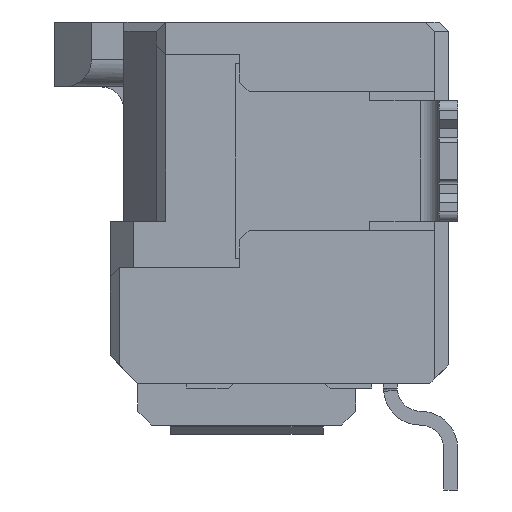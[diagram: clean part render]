
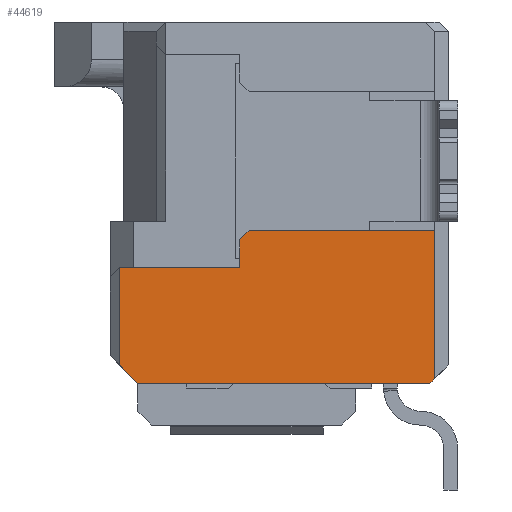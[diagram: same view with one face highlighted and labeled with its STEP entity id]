
A CAD part, left-side view. The second image highlights one B-rep face of the part: STEP entity #44619.
In plain terms, the highlighted planar face has unit normal (-1, 0, 0).
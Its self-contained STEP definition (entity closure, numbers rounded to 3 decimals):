
#81 = CARTESIAN_POINT ( 'NONE',  ( -17.55, 2.25, 1.7 ) ) ;
#258 = EDGE_LOOP ( 'NONE', ( #37152, #42529, #17949, #7283, #52966, #43398, #49034, #27811, #31691 ) ) ;
#1354 = VECTOR ( 'NONE', #7991, 1000. ) ;
#3269 = LINE ( 'NONE', #21454, #14568 ) ;
#3446 = EDGE_CURVE ( 'NONE', #53673, #8070, #55059, .T. ) ;
#3925 = VERTEX_POINT ( 'NONE', #52483 ) ;
#4777 = CARTESIAN_POINT ( 'NONE',  ( -17.55, 2.25, 2. ) ) ;
#4999 = LINE ( 'NONE', #41273, #11689 ) ;
#7283 = ORIENTED_EDGE ( 'NONE', *, *, #3446, .T. ) ;
#7991 = DIRECTION ( 'NONE',  ( 0., 0., -1. ) ) ;
#8070 = VERTEX_POINT ( 'NONE', #11161 ) ;
#8229 = CARTESIAN_POINT ( 'NONE',  ( -17.55, 3.55, 0.65 ) ) ;
#8267 = VERTEX_POINT ( 'NONE', #21908 ) ;
#9351 = EDGE_CURVE ( 'NONE', #50545, #51255, #50507, .T. ) ;
#9400 = VECTOR ( 'NONE', #48611, 1000. ) ;
#10718 = DIRECTION ( 'NONE',  ( 0., 1., 0. ) ) ;
#10769 = LINE ( 'NONE', #8229, #12725 ) ;
#11161 = CARTESIAN_POINT ( 'NONE',  ( -17.55, 3.55, 0.65 ) ) ;
#11210 = EDGE_CURVE ( 'NONE', #8267, #48682, #15841, .T. ) ;
#11689 = VECTOR ( 'NONE', #10718, 1000. ) ;
#12725 = VECTOR ( 'NONE', #21044, 1000. ) ;
#13396 = LINE ( 'NONE', #23145, #14738 ) ;
#13922 = DIRECTION ( 'NONE',  ( 0., 0.707, -0.707 ) ) ;
#14568 = VECTOR ( 'NONE', #42705, 1000. ) ;
#14738 = VECTOR ( 'NONE', #48465, 1000. ) ;
#15239 = FACE_OUTER_BOUND ( 'NONE', #258, .T. ) ;
#15656 = DIRECTION ( 'NONE',  ( 0., 0., -1. ) ) ;
#15841 = LINE ( 'NONE', #52088, #25767 ) ;
#16473 = CARTESIAN_POINT ( 'NONE',  ( -17.55, 3.55, 1.7 ) ) ;
#17097 = EDGE_CURVE ( 'NONE', #48682, #3925, #13396, .T. ) ;
#17429 = EDGE_CURVE ( 'NONE', #8070, #54079, #10769, .T. ) ;
#17949 = ORIENTED_EDGE ( 'NONE', *, *, #41172, .T. ) ;
#20232 = EDGE_CURVE ( 'NONE', #3925, #50545, #35126, .T. ) ;
#21044 = DIRECTION ( 'NONE',  ( 0., -0.707, -0.707 ) ) ;
#21454 = CARTESIAN_POINT ( 'NONE',  ( -17.55, 3.55, 0.45 ) ) ;
#21908 = CARTESIAN_POINT ( 'NONE',  ( -17.55, 0.15, 0.5 ) ) ;
#23145 = CARTESIAN_POINT ( 'NONE',  ( -17.55, 1.85, 2.1 ) ) ;
#23267 = VECTOR ( 'NONE', #13922, 1000. ) ;
#24037 = VERTEX_POINT ( 'NONE', #45078 ) ;
#25372 = CARTESIAN_POINT ( 'NONE',  ( -17.55, 0.15, 2.1 ) ) ;
#25767 = VECTOR ( 'NONE', #39695, 1000. ) ;
#26879 = CARTESIAN_POINT ( 'NONE',  ( -17.55, 3.55, 0.45 ) ) ;
#27811 = ORIENTED_EDGE ( 'NONE', *, *, #11210, .T. ) ;
#30768 = CARTESIAN_POINT ( 'NONE',  ( -17.55, 2.15, 2.1 ) ) ;
#31496 = DIRECTION ( 'NONE',  ( -1., 0., 0. ) ) ;
#31691 = ORIENTED_EDGE ( 'NONE', *, *, #17097, .T. ) ;
#35126 = LINE ( 'NONE', #30768, #23267 ) ;
#36474 = VECTOR ( 'NONE', #15656, 1000. ) ;
#36573 = CARTESIAN_POINT ( 'NONE',  ( -17.55, 0.1, 0.55 ) ) ;
#37152 = ORIENTED_EDGE ( 'NONE', *, *, #20232, .T. ) ;
#39695 = DIRECTION ( 'NONE',  ( 0., 0., 1. ) ) ;
#40039 = PLANE ( 'NONE',  #52686 ) ;
#41172 = EDGE_CURVE ( 'NONE', #51255, #53673, #4999, .T. ) ;
#41273 = CARTESIAN_POINT ( 'NONE',  ( -17.55, 1.85, 1.7 ) ) ;
#42173 = CARTESIAN_POINT ( 'NONE',  ( -17.55, 3.35, 0.45 ) ) ;
#42529 = ORIENTED_EDGE ( 'NONE', *, *, #9351, .T. ) ;
#42705 = DIRECTION ( 'NONE',  ( 0., -1., 0. ) ) ;
#43398 = ORIENTED_EDGE ( 'NONE', *, *, #50950, .T. ) ;
#44619 = ADVANCED_FACE ( 'NONE', ( #15239 ), #40039, .T. ) ;
#45078 = CARTESIAN_POINT ( 'NONE',  ( -17.55, 0.2, 0.45 ) ) ;
#46328 = CARTESIAN_POINT ( 'NONE',  ( -17.55, 2.25, 1.275 ) ) ;
#48465 = DIRECTION ( 'NONE',  ( 0., 1., 0. ) ) ;
#48611 = DIRECTION ( 'NONE',  ( 0., -0.707, 0.707 ) ) ;
#48682 = VERTEX_POINT ( 'NONE', #25372 ) ;
#49034 = ORIENTED_EDGE ( 'NONE', *, *, #49582, .T. ) ;
#49582 = EDGE_CURVE ( 'NONE', #24037, #8267, #51841, .T. ) ;
#50507 = LINE ( 'NONE', #46328, #1354 ) ;
#50545 = VERTEX_POINT ( 'NONE', #4777 ) ;
#50950 = EDGE_CURVE ( 'NONE', #54079, #24037, #3269, .T. ) ;
#51255 = VERTEX_POINT ( 'NONE', #81 ) ;
#51841 = LINE ( 'NONE', #36573, #9400 ) ;
#52088 = CARTESIAN_POINT ( 'NONE',  ( -17.55, 0.15, 2.375 ) ) ;
#52483 = CARTESIAN_POINT ( 'NONE',  ( -17.55, 2.15, 2.1 ) ) ;
#52621 = DIRECTION ( 'NONE',  ( 0., 0., 1. ) ) ;
#52686 = AXIS2_PLACEMENT_3D ( 'NONE', #26879, #31496, #52621 ) ;
#52966 = ORIENTED_EDGE ( 'NONE', *, *, #17429, .T. ) ;
#53673 = VERTEX_POINT ( 'NONE', #16473 ) ;
#53859 = CARTESIAN_POINT ( 'NONE',  ( -17.55, 3.55, 1.275 ) ) ;
#54079 = VERTEX_POINT ( 'NONE', #42173 ) ;
#55059 = LINE ( 'NONE', #53859, #36474 ) ;
